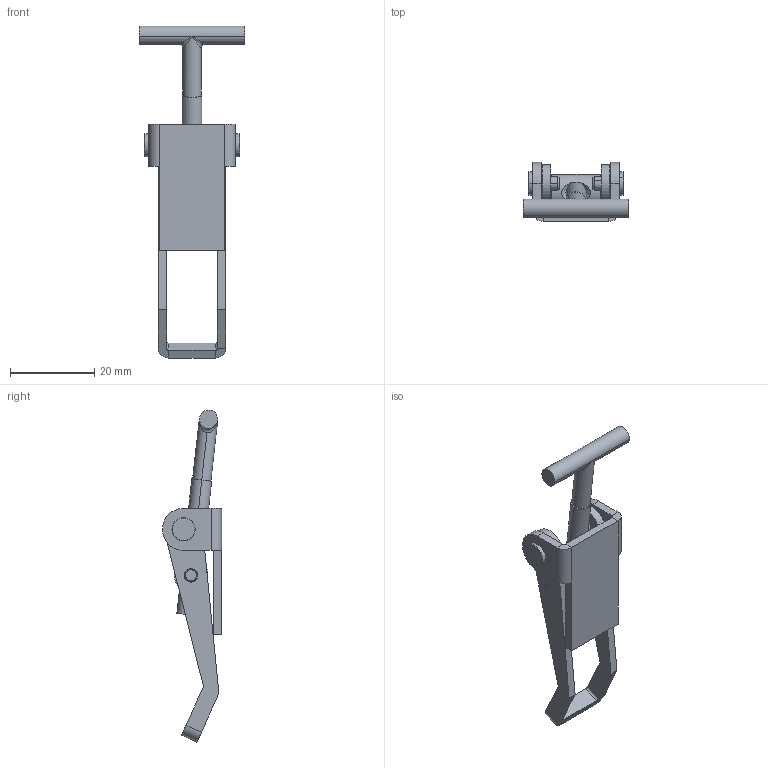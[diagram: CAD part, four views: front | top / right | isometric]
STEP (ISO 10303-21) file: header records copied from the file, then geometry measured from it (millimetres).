
FILE_DESCRIPTION (( 'STEP AP214' ), '1' );
FILE_NAME ('520003 - 701 TSA.STEP', '2017-02-01T08:01:51', ( '' ), ( '' ), 'SwSTEP 2.0', 'SolidWorks 2015', '' );
FILE_SCHEMA (( 'AUTOMOTIVE_DESIGN' ));
Length unit declared in the file: millimetre
Products named in the file (6): 720951 - T-skruv 701 FZB; 701 - Mid Cylinder; 701 - Ansatsnit; 701 - Bygel; 701 - SA; 520003 - 701 TSA
Assembly tree (6 placements, depth 2):
  520003 - 701 TSA
    701 - SA
    701 - Bygel
    701 - Ansatsnit  x2
    701 - Mid Cylinder
    720951 - T-skruv 701 FZB
Bounding box: 25 x 14 x 78.6 mm (x, y, z)
Volume: 4447.5 mm3; surface area: 5384.9 mm2
Topology: 6 solids, 6 shells, 121 faces, 262 edges, 156 vertices
Faces by surface type: cylinder 52, plane 51, cone 12, torus 4, bspline 2
Entity records: 3436 total; most frequent: CARTESIAN_POINT 788, DIRECTION 548, ORIENTED_EDGE 464, EDGE_CURVE 232, AXIS2_PLACEMENT_3D 212, VERTEX_POINT 140, EDGE_LOOP 126, VECTOR 124
